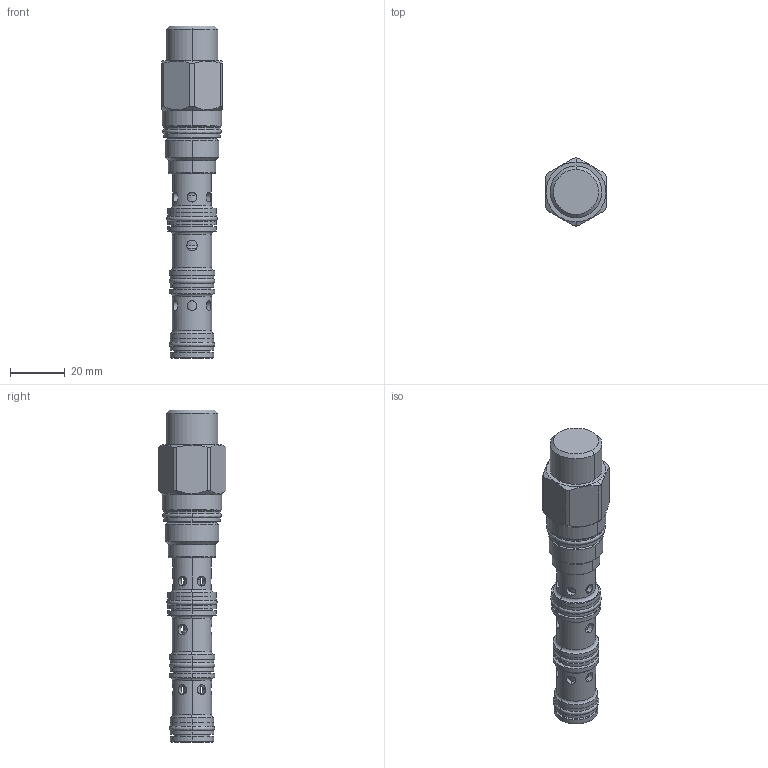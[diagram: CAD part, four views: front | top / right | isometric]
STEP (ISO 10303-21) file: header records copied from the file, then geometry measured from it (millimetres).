
FILE_DESCRIPTION((''),'2;1');
FILE_NAME('DSCO-XEN_PRT','2016-03-07T',('Administrator'),(''),'PRO/ENGINEER BY PARAMETRIC TECHNOLOGY CORPORATION, 2006240','PRO/ENGINEER BY PARAMETRIC TECHNOLOGY CORPORATION, 2006240','');
FILE_SCHEMA(('CONFIG_CONTROL_DESIGN'));
Length unit declared in the file: inch
Products named in the file (1): DSCO-XEN_PRT
Bounding box: 22.23 x 24.84 x 121.37 mm (x, y, z)
Volume: 27447.1 mm3; surface area: 14046.9 mm2
Topology: 4 solids, 4 shells, 333 faces, 718 edges, 436 vertices
Faces by surface type: cylinder 154, torus 80, plane 59, cone 26, revolution 14
Entity records: 11506 total; most frequent: CARTESIAN_POINT 4021, DIRECTION 1682, ORIENTED_EDGE 1428, AXIS2_PLACEMENT_3D 741, EDGE_CURVE 714, VERTEX_POINT 436, CIRCLE 422, EDGE_LOOP 418
